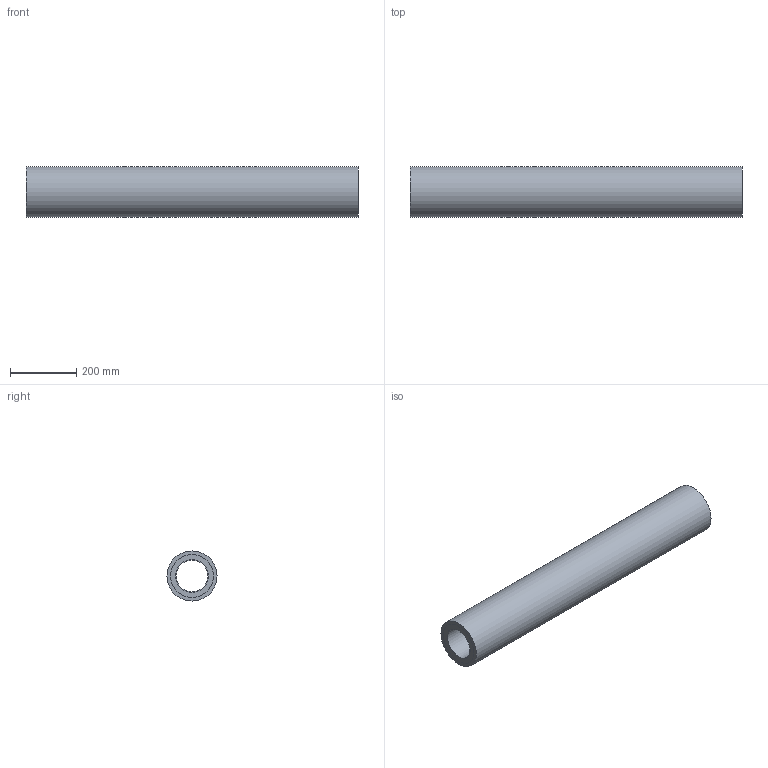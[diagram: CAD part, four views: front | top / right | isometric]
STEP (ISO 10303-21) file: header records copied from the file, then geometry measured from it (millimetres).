
FILE_DESCRIPTION(('FreeCAD Model'),'2;1');
FILE_NAME('Round_pipe_reduction.step', '2016-12-02T14:45:49',('Author'),(''), 'Open CASCADE STEP processor 6.8','FreeCAD','Unknown');
FILE_SCHEMA(('AUTOMOTIVE_DESIGN_CC2 { 1 2 10303 214 -1 1 5 4 }'));
Length unit declared in the file: millimetre
Products named in the file (3): ASSEMBLY; Round_pipe_flanged; Insulation
Assembly tree (2 placements, depth 2):
  ASSEMBLY
    Round_pipe_flanged
    Insulation
Bounding box: 1000 x 150.8 x 150.8 mm (x, y, z)
Volume: 10622227.4 mm3; surface area: 1447339 mm2
Topology: 2 solids, 2 shells, 16 faces, 26 edges, 18 vertices
Faces by surface type: cylinder 8, plane 8
Full cylindrical faces by diameter (mm): 96 x1, 100 x2, 130 x4, 150.8 x1
Entity records: 842 total; most frequent: CARTESIAN_POINT 213, DIRECTION 116, ORIENTED_EDGE 52, PCURVE 52, DEFINITIONAL_REPRESENTATION 52, LINE 40, VECTOR 40, AXIS2_PLACEMENT_3D 37
